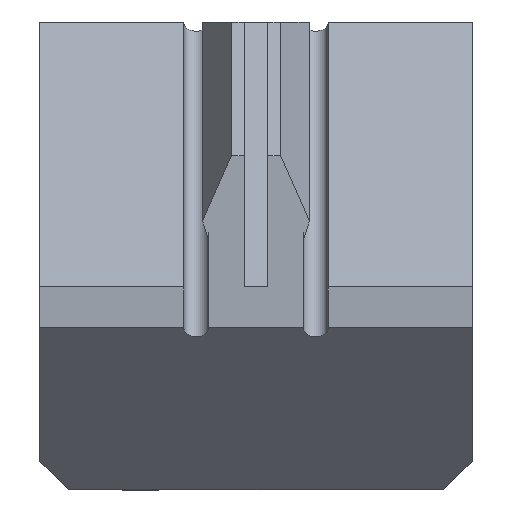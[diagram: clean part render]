
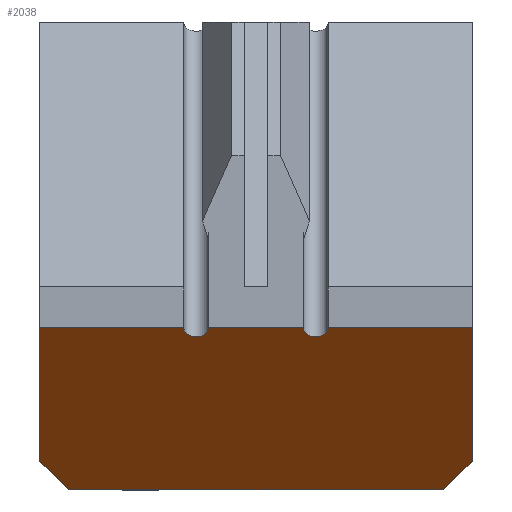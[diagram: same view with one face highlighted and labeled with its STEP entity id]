
A CAD part, left-side view. The second image highlights one B-rep face of the part: STEP entity #2038.
In plain terms, the highlighted planar face has unit normal (-0.707, 0, -0.707).
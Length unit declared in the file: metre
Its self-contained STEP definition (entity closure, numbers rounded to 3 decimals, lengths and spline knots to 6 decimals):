
#36=CIRCLE('',#2160,0.000425);
#37=CIRCLE('',#2161,0.000425);
#140=ORIENTED_EDGE('',*,*,#746,.T.);
#141=ORIENTED_EDGE('',*,*,#747,.T.);
#142=ORIENTED_EDGE('',*,*,#748,.T.);
#143=ORIENTED_EDGE('',*,*,#749,.T.);
#144=ORIENTED_EDGE('',*,*,#750,.F.);
#145=ORIENTED_EDGE('',*,*,#751,.T.);
#146=ORIENTED_EDGE('',*,*,#752,.F.);
#147=ORIENTED_EDGE('',*,*,#753,.T.);
#148=ORIENTED_EDGE('',*,*,#754,.F.);
#149=ORIENTED_EDGE('',*,*,#755,.T.);
#150=ORIENTED_EDGE('',*,*,#756,.T.);
#151=ORIENTED_EDGE('',*,*,#757,.T.);
#152=ORIENTED_EDGE('',*,*,#758,.T.);
#153=ORIENTED_EDGE('',*,*,#759,.T.);
#746=EDGE_CURVE('',#1046,#1047,#1252,.T.);
#747=EDGE_CURVE('',#1047,#1048,#36,.T.);
#748=EDGE_CURVE('',#1048,#1049,#1253,.T.);
#749=EDGE_CURVE('',#1049,#1050,#1254,.T.);
#750=EDGE_CURVE('',#1051,#1050,#1255,.T.);
#751=EDGE_CURVE('',#1051,#1052,#37,.T.);
#752=EDGE_CURVE('',#1053,#1052,#1256,.T.);
#753=EDGE_CURVE('',#1053,#1054,#1257,.T.);
#754=EDGE_CURVE('',#1055,#1054,#1258,.T.);
#755=EDGE_CURVE('',#1055,#1056,#1259,.F.);
#756=EDGE_CURVE('',#1056,#1057,#1260,.T.);
#757=EDGE_CURVE('',#1057,#1058,#1261,.T.);
#758=EDGE_CURVE('',#1058,#1059,#1262,.T.);
#759=EDGE_CURVE('',#1059,#1046,#1263,.T.);
#1046=VERTEX_POINT('',#2976);
#1047=VERTEX_POINT('',#2977);
#1048=VERTEX_POINT('',#2979);
#1049=VERTEX_POINT('',#2981);
#1050=VERTEX_POINT('',#2983);
#1051=VERTEX_POINT('',#2985);
#1052=VERTEX_POINT('',#2987);
#1053=VERTEX_POINT('',#2989);
#1054=VERTEX_POINT('',#2991);
#1055=VERTEX_POINT('',#2993);
#1056=VERTEX_POINT('',#2995);
#1057=VERTEX_POINT('',#2997);
#1058=VERTEX_POINT('',#2999);
#1059=VERTEX_POINT('',#3001);
#1252=LINE('',#2975,#1518);
#1253=LINE('',#2980,#1519);
#1254=LINE('',#2982,#1520);
#1255=LINE('',#2984,#1521);
#1256=LINE('',#2988,#1522);
#1257=LINE('',#2990,#1523);
#1258=LINE('',#2992,#1524);
#1259=LINE('',#2994,#1525);
#1260=LINE('',#2996,#1526);
#1261=LINE('',#2998,#1527);
#1262=LINE('',#3000,#1528);
#1263=LINE('',#3002,#1529);
#1518=VECTOR('',#2377,1.);
#1519=VECTOR('',#2380,1.);
#1520=VECTOR('',#2381,1.);
#1521=VECTOR('',#2382,1.);
#1522=VECTOR('',#2385,1.);
#1523=VECTOR('',#2386,1.);
#1524=VECTOR('',#2387,1.);
#1525=VECTOR('',#2388,1.);
#1526=VECTOR('',#2389,1.);
#1527=VECTOR('',#2390,1.);
#1528=VECTOR('',#2391,1.);
#1529=VECTOR('',#2392,1.);
#1734=EDGE_LOOP('',(#140,#141,#142,#143,#144,#145,#146,#147,#148,#149,#150,
#151,#152,#153));
#1844=FACE_BOUND('',#1734,.T.);
#1954=PLANE('',#2159);
#2038=ADVANCED_FACE('',(#1844),#1954,.F.);
#2159=AXIS2_PLACEMENT_3D('',#2974,#2375,#2376);
#2160=AXIS2_PLACEMENT_3D('',#2978,#2378,#2379);
#2161=AXIS2_PLACEMENT_3D('',#2986,#2383,#2384);
#2375=DIRECTION('',(0.707,0.,0.707));
#2376=DIRECTION('',(0.,-1.,0.));
#2377=DIRECTION('',(0.707,0.,-0.707));
#2378=DIRECTION('',(0.707,0.,0.707));
#2379=DIRECTION('',(0.,-1.,0.));
#2380=DIRECTION('',(-0.707,0.,0.707));
#2381=DIRECTION('',(0.,1.,0.));
#2382=DIRECTION('',(-0.707,0.,0.707));
#2383=DIRECTION('',(0.707,0.,0.707));
#2384=DIRECTION('',(0.,-1.,0.));
#2385=DIRECTION('',(0.707,0.,-0.707));
#2386=DIRECTION('',(0.,1.,0.));
#2387=DIRECTION('',(-0.707,0.,0.707));
#2388=DIRECTION('',(-0.577,0.577,0.577));
#2389=DIRECTION('',(0.,-1.,0.));
#2390=DIRECTION('',(-0.577,-0.577,0.577));
#2391=DIRECTION('',(-0.707,0.,0.707));
#2392=DIRECTION('',(0.,1.,0.));
#2974=CARTESIAN_POINT('',(-0.032186,0.0075,0.003169));
#2975=CARTESIAN_POINT('',(-0.034843,-0.0025,0.005825));
#2976=CARTESIAN_POINT('',(-0.034648,-0.0025,0.005631));
#2977=CARTESIAN_POINT('',(-0.034631,-0.0025,0.005613));
#2978=CARTESIAN_POINT('',(-0.034631,-0.002075,0.005613));
#2979=CARTESIAN_POINT('',(-0.034631,-0.00165,0.005613));
#2980=CARTESIAN_POINT('',(-0.035002,-0.00165,0.005984));
#2981=CARTESIAN_POINT('',(-0.034648,-0.00165,0.005631));
#2982=CARTESIAN_POINT('',(-0.034648,0.0075,0.005631));
#2983=CARTESIAN_POINT('',(-0.034648,0.00165,0.005631));
#2984=CARTESIAN_POINT('',(-0.035002,0.00165,0.005984));
#2985=CARTESIAN_POINT('',(-0.034631,0.00165,0.005613));
#2986=CARTESIAN_POINT('',(-0.034631,0.002075,0.005613));
#2987=CARTESIAN_POINT('',(-0.034631,0.0025,0.005613));
#2988=CARTESIAN_POINT('',(-0.034843,0.0025,0.005825));
#2989=CARTESIAN_POINT('',(-0.034648,0.0025,0.005631));
#2990=CARTESIAN_POINT('',(-0.034648,0.0075,0.005631));
#2991=CARTESIAN_POINT('',(-0.034648,0.0075,0.005631));
#2992=CARTESIAN_POINT('',(-0.032186,0.0075,0.003169));
#2993=CARTESIAN_POINT('',(-0.030017,0.0075,0.001));
#2994=CARTESIAN_POINT('',(-0.019345,-0.003172,-0.009672));
#2995=CARTESIAN_POINT('',(-0.029017,0.0065,0.));
#2996=CARTESIAN_POINT('',(-0.029017,0.0075,0.));
#2997=CARTESIAN_POINT('',(-0.029017,-0.0065,0.));
#2998=CARTESIAN_POINT('',(-0.020012,0.002506,-0.009006));
#2999=CARTESIAN_POINT('',(-0.030017,-0.0075,0.001));
#3000=CARTESIAN_POINT('',(-0.032186,-0.0075,0.003169));
#3001=CARTESIAN_POINT('',(-0.034648,-0.0075,0.005631));
#3002=CARTESIAN_POINT('',(-0.034648,0.0075,0.005631));
